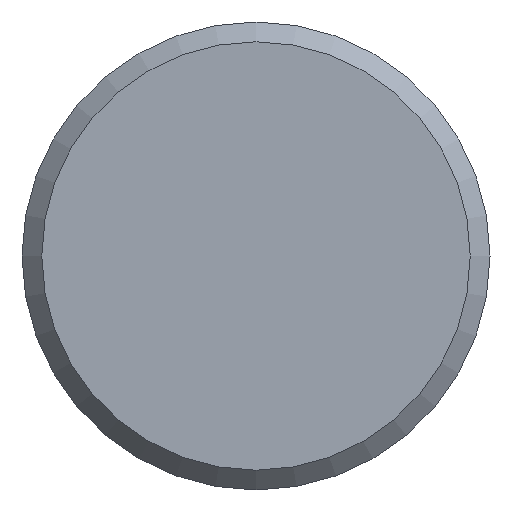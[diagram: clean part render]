
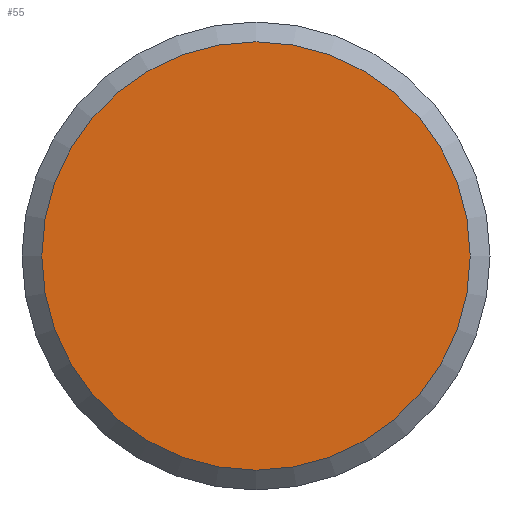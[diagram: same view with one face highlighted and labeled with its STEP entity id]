
A CAD part, left-side view. The second image highlights one B-rep face of the part: STEP entity #55.
In plain terms, the highlighted planar face has unit normal (-1, 0, 0).
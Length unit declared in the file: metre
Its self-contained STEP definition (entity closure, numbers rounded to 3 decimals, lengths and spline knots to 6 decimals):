
#55 = ADVANCED_FACE( '', ( #107 ), #108, .T. );
#107 = FACE_OUTER_BOUND( '', #150, .T. );
#108 = PLANE( '', #151 );
#150 = EDGE_LOOP( '', ( #235 ) );
#151 = AXIS2_PLACEMENT_3D( '', #236, #237, #238 );
#235 = ORIENTED_EDGE( '', *, *, #248, .T. );
#236 = CARTESIAN_POINT( '', ( -0.152419, 0.912977, 1.254289 ) );
#237 = DIRECTION( '', ( -1., 0., 0. ) );
#238 = DIRECTION( '', ( 0., 1., 0. ) );
#248 = EDGE_CURVE( '', #286, #286, #287, .T. );
#286 = VERTEX_POINT( '', #337 );
#287 = CIRCLE( '', #338, 0.02746 );
#337 = CARTESIAN_POINT( '', ( -0.152419, 1.533116, 1.54271 ) );
#338 = AXIS2_PLACEMENT_3D( '', #393, #394, #395 );
#393 = CARTESIAN_POINT( '', ( -0.152419, 1.560576, 1.54271 ) );
#394 = DIRECTION( '', ( -1., 0., 0. ) );
#395 = DIRECTION( '', ( 0., -1., 0. ) );
